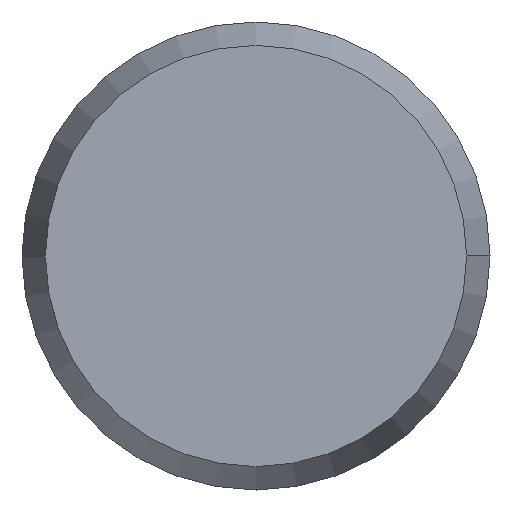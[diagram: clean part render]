
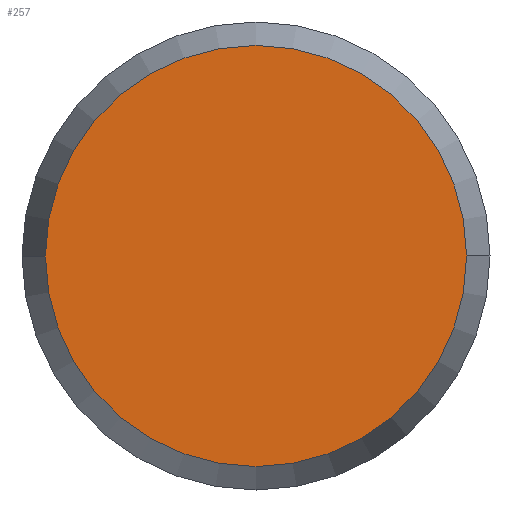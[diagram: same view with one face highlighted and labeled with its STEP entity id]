
A CAD part, front view. The second image highlights one B-rep face of the part: STEP entity #257.
In plain terms, the highlighted planar face has unit normal (0, -1, 0).
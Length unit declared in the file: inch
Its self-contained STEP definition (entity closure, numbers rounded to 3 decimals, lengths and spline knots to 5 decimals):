
#18 = CARTESIAN_POINT ( 'NONE',  ( 0., 0., 0. ) ) ;
#23 = CIRCLE ( 'NONE', #66, 0.1406 ) ;
#24 = CIRCLE ( 'NONE', #173, 0.1406 ) ;
#29 = DIRECTION ( 'NONE',  ( 0., -1., 0. ) ) ;
#46 = EDGE_CURVE ( 'NONE', #109, #205, #23, .T. ) ;
#52 = DIRECTION ( 'NONE',  ( 0., 0., -1. ) ) ;
#66 = AXIS2_PLACEMENT_3D ( 'NONE', #18, #318, #319 ) ;
#109 = VERTEX_POINT ( 'NONE', #321 ) ;
#169 = AXIS2_PLACEMENT_3D ( 'NONE', #283, #29, #212 ) ;
#173 = AXIS2_PLACEMENT_3D ( 'NONE', #329, #188, #52 ) ;
#180 = ORIENTED_EDGE ( 'NONE', *, *, #262, .T. ) ;
#188 = DIRECTION ( 'NONE',  ( 0., -1., 0. ) ) ;
#203 = CARTESIAN_POINT ( 'NONE',  ( 0., 0., 0.1406 ) ) ;
#205 = VERTEX_POINT ( 'NONE', #203 ) ;
#212 = DIRECTION ( 'NONE',  ( 0., 0., -1. ) ) ;
#218 = EDGE_LOOP ( 'NONE', ( #311, #180 ) ) ;
#257 = ADVANCED_FACE ( 'NONE', ( #278 ), #335, .T. ) ;
#262 = EDGE_CURVE ( 'NONE', #205, #109, #24, .T. ) ;
#278 = FACE_OUTER_BOUND ( 'NONE', #218, .T. ) ;
#283 = CARTESIAN_POINT ( 'NONE',  ( 0., 0., 0. ) ) ;
#311 = ORIENTED_EDGE ( 'NONE', *, *, #46, .T. ) ;
#318 = DIRECTION ( 'NONE',  ( 0., -1., 0. ) ) ;
#319 = DIRECTION ( 'NONE',  ( 0., 0., -1. ) ) ;
#321 = CARTESIAN_POINT ( 'NONE',  ( 0., 0., -0.1406 ) ) ;
#329 = CARTESIAN_POINT ( 'NONE',  ( 0., 0., 0. ) ) ;
#335 = PLANE ( 'NONE',  #169 ) ;
